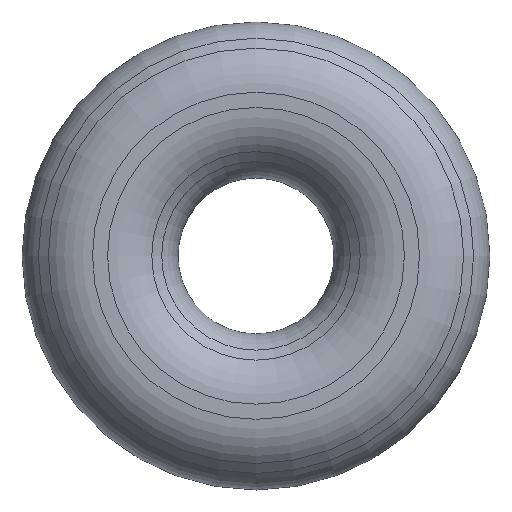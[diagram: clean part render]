
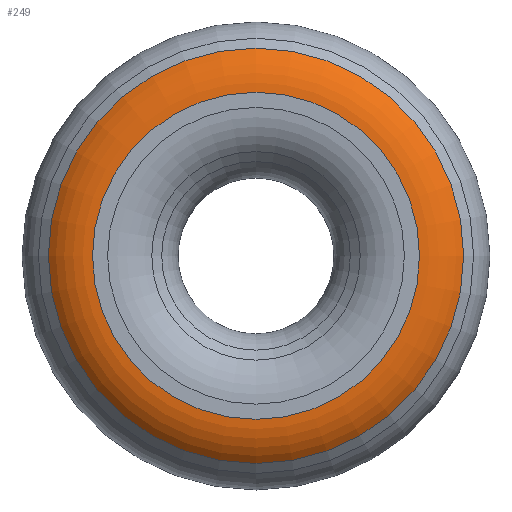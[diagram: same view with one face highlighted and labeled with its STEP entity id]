
A CAD part, top view. The second image highlights one B-rep face of the part: STEP entity #249.
In plain terms, the highlighted toroidal (fillet/blend) face has major radius 3.67 mm and minor radius 1.4 mm.
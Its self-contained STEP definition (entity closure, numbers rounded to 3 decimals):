
#37=FACE_OUTER_BOUND('',#53,.T.);
#53=EDGE_LOOP('',(#165,#166,#167,#168,#169,#170));
#71=CIRCLE('',#280,4.66);
#72=CIRCLE('',#281,1.4);
#73=CIRCLE('',#282,3.67);
#74=CIRCLE('',#283,3.67);
#75=CIRCLE('',#284,4.66);
#103=VERTEX_POINT('',#433);
#104=VERTEX_POINT('',#434);
#105=VERTEX_POINT('',#436);
#106=VERTEX_POINT('',#438);
#127=EDGE_CURVE('',#103,#104,#71,.T.);
#128=EDGE_CURVE('',#104,#105,#72,.T.);
#129=EDGE_CURVE('',#105,#106,#73,.T.);
#130=EDGE_CURVE('',#106,#105,#74,.T.);
#131=EDGE_CURVE('',#104,#103,#75,.T.);
#165=ORIENTED_EDGE('',*,*,#127,.T.);
#166=ORIENTED_EDGE('',*,*,#128,.T.);
#167=ORIENTED_EDGE('',*,*,#129,.T.);
#168=ORIENTED_EDGE('',*,*,#130,.T.);
#169=ORIENTED_EDGE('',*,*,#128,.F.);
#170=ORIENTED_EDGE('',*,*,#131,.T.);
#241=TOROIDAL_SURFACE('',#279,3.67,1.4);
#249=ADVANCED_FACE('',(#37),#241,.T.);
#279=AXIS2_PLACEMENT_3D('',#432,#329,#330);
#280=AXIS2_PLACEMENT_3D('',#435,#331,#332);
#281=AXIS2_PLACEMENT_3D('',#437,#333,#334);
#282=AXIS2_PLACEMENT_3D('',#439,#335,#336);
#283=AXIS2_PLACEMENT_3D('',#440,#337,#338);
#284=AXIS2_PLACEMENT_3D('',#441,#339,#340);
#329=DIRECTION('center_axis',(0.,0.,-1.));
#330=DIRECTION('ref_axis',(-1.,0.,0.));
#331=DIRECTION('center_axis',(0.,0.,1.));
#332=DIRECTION('ref_axis',(1.,0.,0.));
#333=DIRECTION('center_axis',(0.,-1.,0.));
#334=DIRECTION('ref_axis',(1.,0.,0.));
#335=DIRECTION('center_axis',(0.,0.,-1.));
#336=DIRECTION('ref_axis',(1.,0.,0.));
#337=DIRECTION('center_axis',(0.,0.,-1.));
#338=DIRECTION('ref_axis',(1.,0.,0.));
#339=DIRECTION('center_axis',(0.,0.,1.));
#340=DIRECTION('ref_axis',(1.,0.,0.));
#432=CARTESIAN_POINT('Origin',(0.,0.,3.6));
#433=CARTESIAN_POINT('',(-4.66,0.,4.59));
#434=CARTESIAN_POINT('',(4.66,0.,4.59));
#435=CARTESIAN_POINT('Origin',(0.,0.,4.59));
#436=CARTESIAN_POINT('',(3.67,0.,5.));
#437=CARTESIAN_POINT('Origin',(3.67,0.,3.6));
#438=CARTESIAN_POINT('',(-3.67,0.,5.));
#439=CARTESIAN_POINT('Origin',(0.,0.,5.));
#440=CARTESIAN_POINT('Origin',(0.,0.,5.));
#441=CARTESIAN_POINT('Origin',(0.,0.,4.59));
